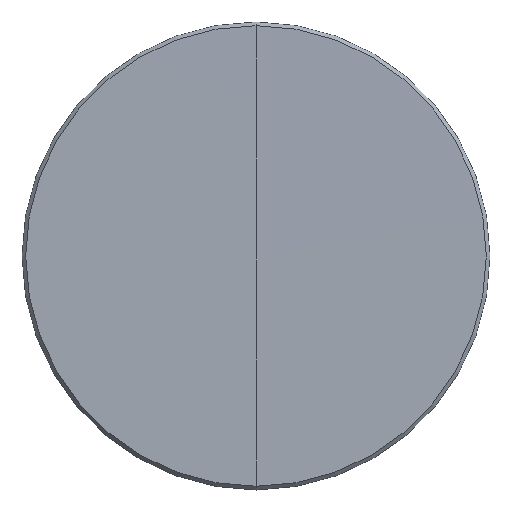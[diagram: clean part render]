
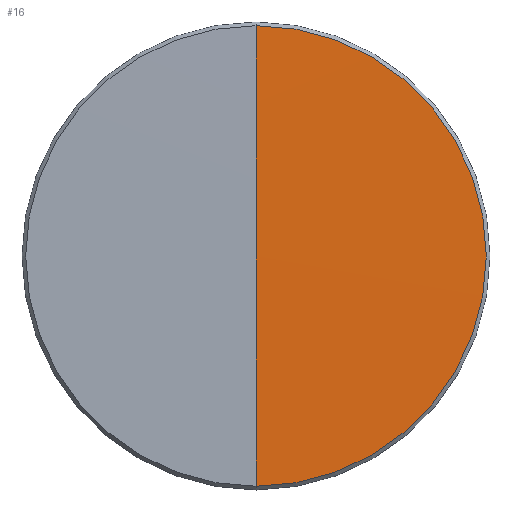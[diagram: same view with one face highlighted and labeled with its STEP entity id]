
A CAD part, top view. The second image highlights one B-rep face of the part: STEP entity #16.
In plain terms, the highlighted spherical face has radius 3003.88 mm.
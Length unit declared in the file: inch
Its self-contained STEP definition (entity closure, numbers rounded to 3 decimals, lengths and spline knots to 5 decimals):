
#1 = FACE_OUTER_BOUND ( 'NONE', #65, .T. ) ;
#3 = CIRCLE ( 'NONE', #62, 118.26291 ) ;
#16 = ADVANCED_FACE ( 'NONE', ( #1 ), #34, .T. ) ;
#24 = DIRECTION ( 'NONE',  ( 1., 0., 0. ) ) ;
#34 = SPHERICAL_SURFACE ( 'NONE', #292, 118.26291 ) ;
#52 = CARTESIAN_POINT ( 'NONE',  ( 0., 0., 0.03894 ) ) ;
#58 = DIRECTION ( 'NONE',  ( 0., 0., 1. ) ) ;
#62 = AXIS2_PLACEMENT_3D ( 'NONE', #102, #280, #58 ) ;
#65 = EDGE_LOOP ( 'NONE', ( #172, #198, #235 ) ) ;
#66 = CARTESIAN_POINT ( 'NONE',  ( 0., 0., 0.03996 ) ) ;
#69 = EDGE_CURVE ( 'NONE', #98, #114, #249, .T. ) ;
#70 = VERTEX_POINT ( 'NONE', #66 ) ;
#71 = DIRECTION ( 'NONE',  ( 0., 1., 0. ) ) ;
#82 = CIRCLE ( 'NONE', #177, 118.26291 ) ;
#92 = CARTESIAN_POINT ( 'NONE',  ( 0., 0., -118.22295 ) ) ;
#98 = VERTEX_POINT ( 'NONE', #173 ) ;
#102 = CARTESIAN_POINT ( 'NONE',  ( 0., 0., -118.22295 ) ) ;
#114 = VERTEX_POINT ( 'NONE', #248 ) ;
#123 = CARTESIAN_POINT ( 'NONE',  ( 0., 0., -118.22295 ) ) ;
#144 = EDGE_CURVE ( 'NONE', #70, #98, #82, .T. ) ;
#151 = DIRECTION ( 'NONE',  ( 0., 1., 0. ) ) ;
#160 = DIRECTION ( 'NONE',  ( 0., 1., 0. ) ) ;
#172 = ORIENTED_EDGE ( 'NONE', *, *, #277, .F. ) ;
#173 = CARTESIAN_POINT ( 'NONE',  ( 0., -0.49213, 0.03894 ) ) ;
#177 = AXIS2_PLACEMENT_3D ( 'NONE', #123, #294, #151 ) ;
#198 = ORIENTED_EDGE ( 'NONE', *, *, #144, .T. ) ;
#223 = DIRECTION ( 'NONE',  ( 0., 0., 1. ) ) ;
#235 = ORIENTED_EDGE ( 'NONE', *, *, #69, .T. ) ;
#248 = CARTESIAN_POINT ( 'NONE',  ( 0., 0.49213, 0.03894 ) ) ;
#249 = CIRCLE ( 'NONE', #254, 0.49213 ) ;
#254 = AXIS2_PLACEMENT_3D ( 'NONE', #52, #223, #71 ) ;
#277 = EDGE_CURVE ( 'NONE', #70, #114, #3, .T. ) ;
#280 = DIRECTION ( 'NONE',  ( -1., 0., 0. ) ) ;
#292 = AXIS2_PLACEMENT_3D ( 'NONE', #92, #24, #160 ) ;
#294 = DIRECTION ( 'NONE',  ( 1., 0., 0. ) ) ;
